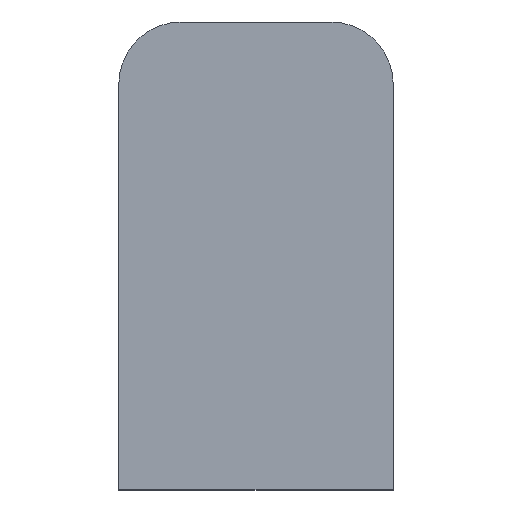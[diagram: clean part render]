
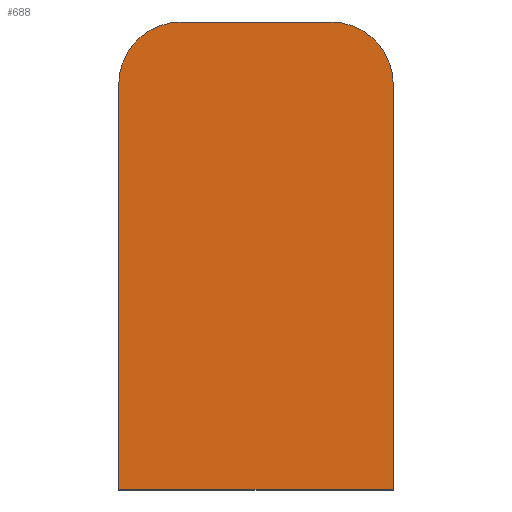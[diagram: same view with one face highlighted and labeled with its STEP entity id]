
A CAD part, top view. The second image highlights one B-rep face of the part: STEP entity #688.
In plain terms, the highlighted planar face has unit normal (0, 0, 1).
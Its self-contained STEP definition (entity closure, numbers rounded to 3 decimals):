
#3 = EDGE_CURVE ( 'NONE', #236, #337, #70, .T. ) ;
#20 = CARTESIAN_POINT ( 'NONE',  ( 6., 18.75, 6.35 ) ) ;
#32 = CARTESIAN_POINT ( 'NONE',  ( -6., 18.75, 6.35 ) ) ;
#35 = CARTESIAN_POINT ( 'NONE',  ( -11., -18.75, 6.35 ) ) ;
#51 = VECTOR ( 'NONE', #545, 1000. ) ;
#54 = ORIENTED_EDGE ( 'NONE', *, *, #3, .T. ) ;
#63 = DIRECTION ( 'NONE',  ( 1., 0., 0. ) ) ;
#70 = LINE ( 'NONE', #81, #758 ) ;
#74 = ORIENTED_EDGE ( 'NONE', *, *, #246, .T. ) ;
#81 = CARTESIAN_POINT ( 'NONE',  ( 11., 18.75, 6.35 ) ) ;
#105 = ORIENTED_EDGE ( 'NONE', *, *, #363, .T. ) ;
#107 = DIRECTION ( 'NONE',  ( 0., 0., 1. ) ) ;
#121 = AXIS2_PLACEMENT_3D ( 'NONE', #876, #456, #63 ) ;
#128 = DIRECTION ( 'NONE',  ( -1., 0., 0. ) ) ;
#132 = DIRECTION ( 'NONE',  ( 1., 0., 0. ) ) ;
#225 = EDGE_CURVE ( 'NONE', #738, #236, #741, .T. ) ;
#236 = VERTEX_POINT ( 'NONE', #717 ) ;
#246 = EDGE_CURVE ( 'NONE', #337, #842, #774, .T. ) ;
#252 = ORIENTED_EDGE ( 'NONE', *, *, #385, .T. ) ;
#275 = AXIS2_PLACEMENT_3D ( 'NONE', #788, #107, #301 ) ;
#301 = DIRECTION ( 'NONE',  ( 1., 0., 0. ) ) ;
#337 = VERTEX_POINT ( 'NONE', #587 ) ;
#338 = DIRECTION ( 'NONE',  ( 0., 0., 1. ) ) ;
#343 = EDGE_LOOP ( 'NONE', ( #252, #105, #556, #704, #54, #74 ) ) ;
#348 = LINE ( 'NONE', #667, #51 ) ;
#350 = DIRECTION ( 'NONE',  ( 0., 1., 0. ) ) ;
#363 = EDGE_CURVE ( 'NONE', #771, #532, #485, .T. ) ;
#385 = EDGE_CURVE ( 'NONE', #842, #771, #423, .T. ) ;
#423 = LINE ( 'NONE', #460, #550 ) ;
#456 = DIRECTION ( 'NONE',  ( 0., 0., 1. ) ) ;
#460 = CARTESIAN_POINT ( 'NONE',  ( -11., 18.75, 6.35 ) ) ;
#474 = CARTESIAN_POINT ( 'NONE',  ( -11., 13.75, 6.35 ) ) ;
#485 = CIRCLE ( 'NONE', #121, 5. ) ;
#510 = EDGE_CURVE ( 'NONE', #532, #738, #348, .T. ) ;
#532 = VERTEX_POINT ( 'NONE', #474 ) ;
#545 = DIRECTION ( 'NONE',  ( 0., -1., 0. ) ) ;
#546 = CARTESIAN_POINT ( 'NONE',  ( 0., 0., 6.35 ) ) ;
#550 = VECTOR ( 'NONE', #128, 1000. ) ;
#556 = ORIENTED_EDGE ( 'NONE', *, *, #510, .T. ) ;
#587 = CARTESIAN_POINT ( 'NONE',  ( 11., 13.75, 6.35 ) ) ;
#667 = CARTESIAN_POINT ( 'NONE',  ( -11., 18.75, 6.35 ) ) ;
#668 = CARTESIAN_POINT ( 'NONE',  ( -11., -18.75, 6.35 ) ) ;
#688 = ADVANCED_FACE ( 'NONE', ( #867 ), #740, .T. ) ;
#704 = ORIENTED_EDGE ( 'NONE', *, *, #225, .T. ) ;
#717 = CARTESIAN_POINT ( 'NONE',  ( 11., -18.75, 6.35 ) ) ;
#738 = VERTEX_POINT ( 'NONE', #668 ) ;
#740 = PLANE ( 'NONE',  #806 ) ;
#741 = LINE ( 'NONE', #35, #787 ) ;
#758 = VECTOR ( 'NONE', #350, 1000. ) ;
#771 = VERTEX_POINT ( 'NONE', #32 ) ;
#774 = CIRCLE ( 'NONE', #275, 5. ) ;
#787 = VECTOR ( 'NONE', #850, 1000. ) ;
#788 = CARTESIAN_POINT ( 'NONE',  ( 6., 13.75, 6.35 ) ) ;
#806 = AXIS2_PLACEMENT_3D ( 'NONE', #546, #338, #132 ) ;
#842 = VERTEX_POINT ( 'NONE', #20 ) ;
#850 = DIRECTION ( 'NONE',  ( 1., 0., 0. ) ) ;
#867 = FACE_OUTER_BOUND ( 'NONE', #343, .T. ) ;
#876 = CARTESIAN_POINT ( 'NONE',  ( -6., 13.75, 6.35 ) ) ;
